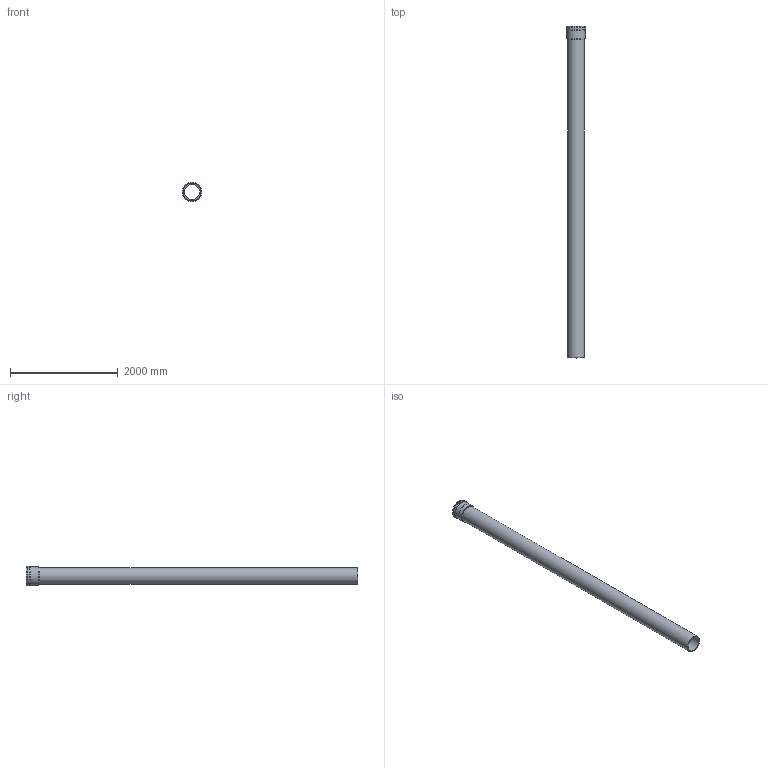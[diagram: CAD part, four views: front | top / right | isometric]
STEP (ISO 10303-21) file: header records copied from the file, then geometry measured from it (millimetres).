
FILE_DESCRIPTION(/* description */ (''),/* implementation_level */ '2;1');
FILE_NAME(/* name */ '780890 KG2000EM Rohr-Passlängen DN_OD 315x6000 SN16 Zusammenbau.stp',/* time_stamp */ '2018-12-03T08:15:53+01:00',/* author */ ('user1'),/* organization */ (''),/* preprocessor_version */ 'ST-DEVELOPER v16.1',/* originating_system */ 'Autodesk Inventor 2016',/* authorisation */ '');
FILE_SCHEMA (('AUTOMOTIVE_DESIGN { 1 0 10303 214 3 1 1 }'));
Length unit declared in the file: millimetre
Products named in the file (3): 780890 KG2000EM Rohr-Passlängen DN_OD 315x6000 Teil1 SN16; 780890 KG2000EM Rohr-Passlängen DN_OD 315x6000 Teil2 SN16; 780890 KG2000EM Rohr-Passlängen DN_OD 315x6000  SN16 Zusammenbau
Assembly tree (2 placements, depth 2):
  780890 KG2000EM Rohr-Passlängen DN_OD 315x6000  SN16 Zusammenbau
    780890 KG2000EM Rohr-Passlängen DN_OD 315x6000 Teil1 SN16
    780890 KG2000EM Rohr-Passlängen DN_OD 315x6000 Teil2 SN16
Bounding box: 361.5 x 6153.1 x 361.5 mm (x, y, z)
Volume: 80001025.6 mm3; surface area: 11955704.2 mm2
Topology: 2 solids, 2 shells, 40 faces, 74 edges, 40 vertices
Faces by surface type: torus 14, cone 11, cylinder 9, plane 6
Full cylindrical faces by diameter (mm): 287.8 x1, 298 x1, 315 x1, 317.3 x1, 317.7 x1, 335.5 x1, 335.9 x1, 343.3 x1, 361.5 x1
Entity records: 877 total; most frequent: DIRECTION 170, CARTESIAN_POINT 125, AXIS2_PLACEMENT_3D 85, EDGE_LOOP 80, ORIENTED_EDGE 80, FACE_BOUND 40, FACE_OUTER_BOUND 40, CIRCLE 40
